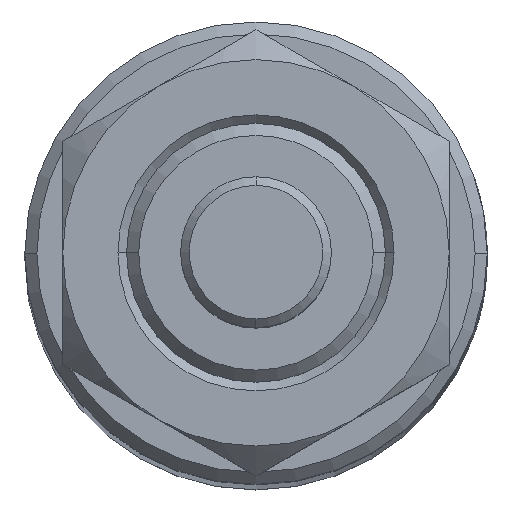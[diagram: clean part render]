
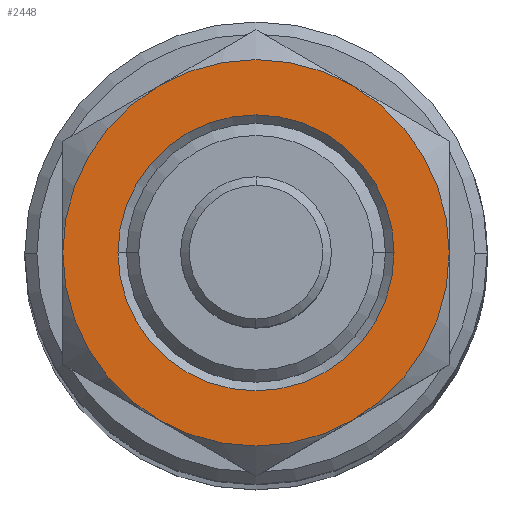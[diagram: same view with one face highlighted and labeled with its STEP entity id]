
A CAD part, top view. The second image highlights one B-rep face of the part: STEP entity #2448.
In plain terms, the highlighted planar face has unit normal (0, 0, 1).
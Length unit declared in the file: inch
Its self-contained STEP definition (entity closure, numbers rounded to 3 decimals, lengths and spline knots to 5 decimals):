
#26 = EDGE_LOOP ( 'NONE', ( #886, #252 ) ) ;
#164 = EDGE_CURVE ( 'NONE', #3302, #260, #1764, .T. ) ;
#170 = VERTEX_POINT ( 'NONE', #3249 ) ;
#179 = FACE_OUTER_BOUND ( 'NONE', #1373, .T. ) ;
#205 = CARTESIAN_POINT ( 'NONE',  ( 0., 0., 0.21 ) ) ;
#252 = ORIENTED_EDGE ( 'NONE', *, *, #3620, .T. ) ;
#260 = VERTEX_POINT ( 'NONE', #2678 ) ;
#313 = EDGE_CURVE ( 'NONE', #1813, #2583, #2339, .T. ) ;
#336 = VERTEX_POINT ( 'NONE', #1228 ) ;
#403 = AXIS2_PLACEMENT_3D ( 'NONE', #2825, #1149, #3105 ) ;
#462 = DIRECTION ( 'NONE',  ( -1., 0., 0. ) ) ;
#477 = CARTESIAN_POINT ( 'NONE',  ( -0.28, 0.48497, 0.21 ) ) ;
#720 = CARTESIAN_POINT ( 'NONE',  ( 0.56, 0.96995, 0.21 ) ) ;
#745 = VERTEX_POINT ( 'NONE', #477 ) ;
#877 = CIRCLE ( 'NONE', #2457, 0.56 ) ;
#886 = ORIENTED_EDGE ( 'NONE', *, *, #3253, .T. ) ;
#896 = AXIS2_PLACEMENT_3D ( 'NONE', #2856, #1185, #3134 ) ;
#917 = FACE_BOUND ( 'NONE', #26, .T. ) ;
#948 = ORIENTED_EDGE ( 'NONE', *, *, #2252, .F. ) ;
#954 = CIRCLE ( 'NONE', #3602, 0.56 ) ;
#1087 = DIRECTION ( 'NONE',  ( 0., 0., -1. ) ) ;
#1094 = CARTESIAN_POINT ( 'NONE',  ( 0., 0., 0.21 ) ) ;
#1149 = DIRECTION ( 'NONE',  ( 0., 0., -1. ) ) ;
#1185 = DIRECTION ( 'NONE',  ( 0., 0., -1. ) ) ;
#1228 = CARTESIAN_POINT ( 'NONE',  ( 0.4, 0., 0.21 ) ) ;
#1242 = AXIS2_PLACEMENT_3D ( 'NONE', #2757, #1087, #3045 ) ;
#1252 = CARTESIAN_POINT ( 'NONE',  ( 0.28, -0.48497, 0.21 ) ) ;
#1257 = ORIENTED_EDGE ( 'NONE', *, *, #1489, .F. ) ;
#1268 = CIRCLE ( 'NONE', #896, 0.56 ) ;
#1351 = DIRECTION ( 'NONE',  ( 0., 0., -1. ) ) ;
#1358 = EDGE_CURVE ( 'NONE', #1682, #3302, #877, .T. ) ;
#1368 = DIRECTION ( 'NONE',  ( -1., 0., 0. ) ) ;
#1373 = EDGE_LOOP ( 'NONE', ( #948, #1617, #2461, #2201, #2722, #1257 ) ) ;
#1410 = CARTESIAN_POINT ( 'NONE',  ( 0., 0., 0.21 ) ) ;
#1489 = EDGE_CURVE ( 'NONE', #745, #2583, #1268, .T. ) ;
#1530 = CARTESIAN_POINT ( 'NONE',  ( 0.28, 0.48497, 0.21 ) ) ;
#1585 = CARTESIAN_POINT ( 'NONE',  ( 0.56, 0., 0.21 ) ) ;
#1600 = CARTESIAN_POINT ( 'NONE',  ( 0., 0., 0.21 ) ) ;
#1617 = ORIENTED_EDGE ( 'NONE', *, *, #164, .F. ) ;
#1682 = VERTEX_POINT ( 'NONE', #1252 ) ;
#1689 = DIRECTION ( 'NONE',  ( 1., 0., 0. ) ) ;
#1764 = CIRCLE ( 'NONE', #3551, 0.56 ) ;
#1793 = AXIS2_PLACEMENT_3D ( 'NONE', #1410, #3360, #1689 ) ;
#1813 = VERTEX_POINT ( 'NONE', #1585 ) ;
#1843 = DIRECTION ( 'NONE',  ( -1., 0., 0. ) ) ;
#1865 = DIRECTION ( 'NONE',  ( -1., 0., 0. ) ) ;
#2129 = DIRECTION ( 'NONE',  ( 0., 0., -1. ) ) ;
#2201 = ORIENTED_EDGE ( 'NONE', *, *, #2737, .F. ) ;
#2252 = EDGE_CURVE ( 'NONE', #260, #745, #2672, .T. ) ;
#2339 = CIRCLE ( 'NONE', #1793, 0.56 ) ;
#2448 = ADVANCED_FACE ( 'NONE', ( #917, #179 ), #2685, .F. ) ;
#2457 = AXIS2_PLACEMENT_3D ( 'NONE', #1094, #3052, #1368 ) ;
#2461 = ORIENTED_EDGE ( 'NONE', *, *, #1358, .F. ) ;
#2583 = VERTEX_POINT ( 'NONE', #1530 ) ;
#2672 = CIRCLE ( 'NONE', #1242, 0.56 ) ;
#2678 = CARTESIAN_POINT ( 'NONE',  ( -0.56, 0., 0.21 ) ) ;
#2685 = PLANE ( 'NONE',  #3481 ) ;
#2722 = ORIENTED_EDGE ( 'NONE', *, *, #313, .T. ) ;
#2737 = EDGE_CURVE ( 'NONE', #1813, #1682, #954, .T. ) ;
#2757 = CARTESIAN_POINT ( 'NONE',  ( 0., 0., 0.21 ) ) ;
#2825 = CARTESIAN_POINT ( 'NONE',  ( 0., 0., 0.21 ) ) ;
#2856 = CARTESIAN_POINT ( 'NONE',  ( 0., 0., 0.21 ) ) ;
#2862 = CIRCLE ( 'NONE', #403, 0.4 ) ;
#3029 = CARTESIAN_POINT ( 'NONE',  ( 0., 0., 0.21 ) ) ;
#3045 = DIRECTION ( 'NONE',  ( -1., 0., 0. ) ) ;
#3052 = DIRECTION ( 'NONE',  ( 0., 0., -1. ) ) ;
#3105 = DIRECTION ( 'NONE',  ( -1., 0., 0. ) ) ;
#3119 = CIRCLE ( 'NONE', #3335, 0.4 ) ;
#3134 = DIRECTION ( 'NONE',  ( -1., 0., 0. ) ) ;
#3249 = CARTESIAN_POINT ( 'NONE',  ( -0.4, 0., 0.21 ) ) ;
#3253 = EDGE_CURVE ( 'NONE', #336, #170, #2862, .T. ) ;
#3302 = VERTEX_POINT ( 'NONE', #3327 ) ;
#3304 = DIRECTION ( 'NONE',  ( -1., 0., 0. ) ) ;
#3327 = CARTESIAN_POINT ( 'NONE',  ( -0.28, -0.48497, 0.21 ) ) ;
#3335 = AXIS2_PLACEMENT_3D ( 'NONE', #3029, #1351, #3304 ) ;
#3360 = DIRECTION ( 'NONE',  ( 0., 0., 1. ) ) ;
#3481 = AXIS2_PLACEMENT_3D ( 'NONE', #720, #2129, #462 ) ;
#3514 = DIRECTION ( 'NONE',  ( 0., 0., -1. ) ) ;
#3542 = DIRECTION ( 'NONE',  ( 0., 0., -1. ) ) ;
#3551 = AXIS2_PLACEMENT_3D ( 'NONE', #205, #3514, #1843 ) ;
#3602 = AXIS2_PLACEMENT_3D ( 'NONE', #1600, #3542, #1865 ) ;
#3620 = EDGE_CURVE ( 'NONE', #170, #336, #3119, .T. ) ;
